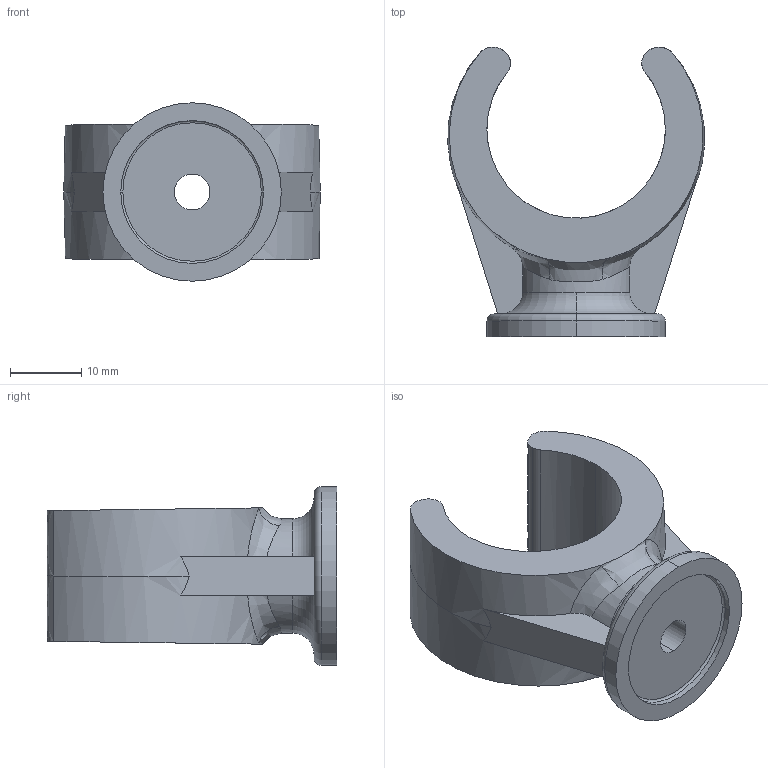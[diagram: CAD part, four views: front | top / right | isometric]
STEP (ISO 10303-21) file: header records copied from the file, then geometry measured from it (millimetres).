
FILE_DESCRIPTION (( 'STEP AP214' ), '1' );
FILE_NAME ('2140284.stp', '2017-07-14T09:51:46', ( '' ), ( '' ), 'SwSTEP 2.0', 'SolidWorks 2016', '' );
FILE_SCHEMA (( 'AUTOMOTIVE_DESIGN' ));
Length unit declared in the file: millimetre
Products named in the file (1): 2140284
Bounding box: 35.93 x 40.6 x 25 mm (x, y, z)
Volume: 10575.1 mm3; surface area: 5299 mm2
Topology: 1 solids, 1 shells, 52 faces, 134 edges, 87 vertices
Faces by surface type: cylinder 17, bspline 14, plane 14, torus 7
Entity records: 3036 total; most frequent: CARTESIAN_POINT 1892, ORIENTED_EDGE 268, DIRECTION 180, EDGE_CURVE 134, VERTEX_POINT 87, AXIS2_PLACEMENT_3D 73, EDGE_LOOP 57, B_SPLINE_CURVE_WITH_KNOTS 54
